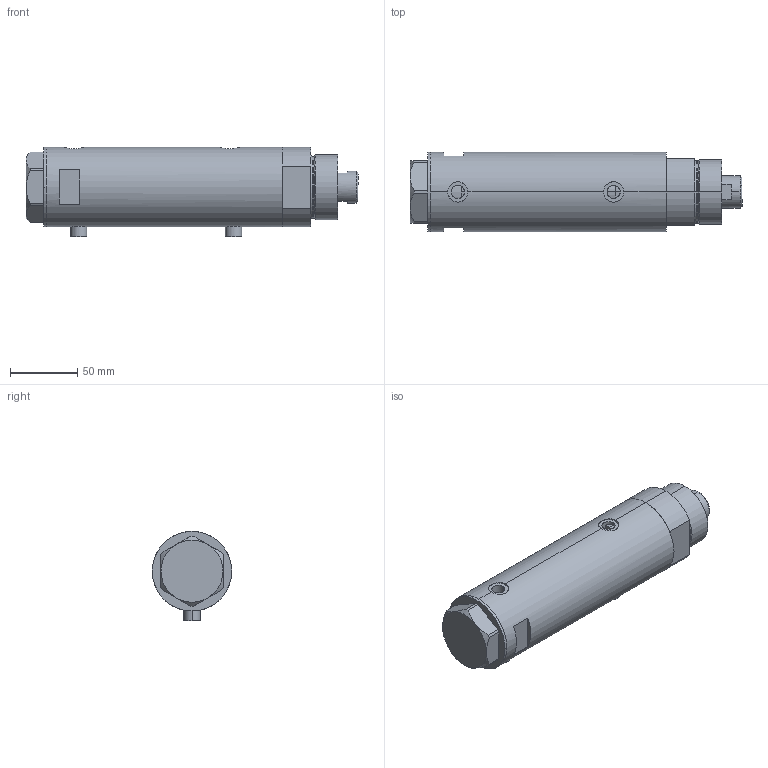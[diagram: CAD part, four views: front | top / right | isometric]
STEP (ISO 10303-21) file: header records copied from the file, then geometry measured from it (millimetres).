
FILE_DESCRIPTION (( 'STEP AP203' ), '1' );
FILE_NAME ('41fa.STEP', '2024-02-12T02:16:00', ( '' ), ( '' ), 'SwSTEP 2.0', 'SolidWorks 2019', '' );
FILE_SCHEMA (( 'CONFIG_CONTROL_DESIGN' ));
Length unit declared in the file: millimetre
Products named in the file (5): V270CG_BACK fd859ce50d3d15128580f179e9b8d643; V270CG_MIDDLE fd859ce50d3d15128580f179e9b8d643; V270CG_FRONT fd859ce50d3d15128580f179e9b8d643; 41fa; V270CG_VC fd859ce50d3d15128580f179e9b8d643
Assembly tree (4 placements, depth 2):
  41fa
    V270CG_MIDDLE fd859ce50d3d15128580f179e9b8d643
    V270CG_BACK fd859ce50d3d15128580f179e9b8d643
    V270CG_FRONT fd859ce50d3d15128580f179e9b8d643
    V270CG_VC fd859ce50d3d15128580f179e9b8d643
Bounding box: 246.2 x 59 x 66.1 mm (x, y, z)
Volume: 563592.6 mm3; surface area: 113688 mm2
Topology: 4 solids, 4 shells, 120 faces, 273 edges, 167 vertices
Faces by surface type: plane 51, cylinder 49, cone 16, torus 4
Entity records: 4449 total; most frequent: CARTESIAN_POINT 1196, DIRECTION 611, ORIENTED_EDGE 542, EDGE_CURVE 271, AXIS2_PLACEMENT_3D 247, VERTEX_POINT 167, EDGE_LOOP 136, FACE_OUTER_BOUND 120
